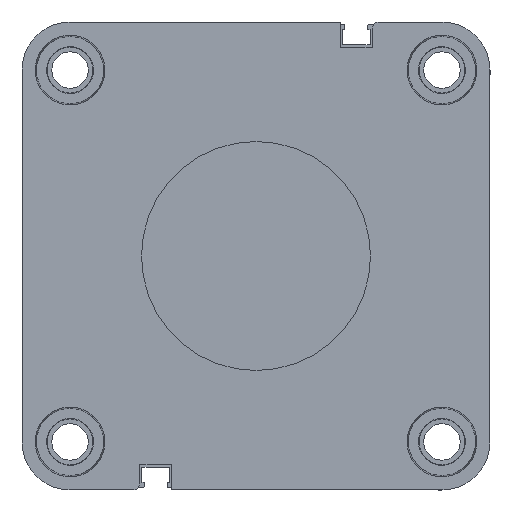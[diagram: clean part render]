
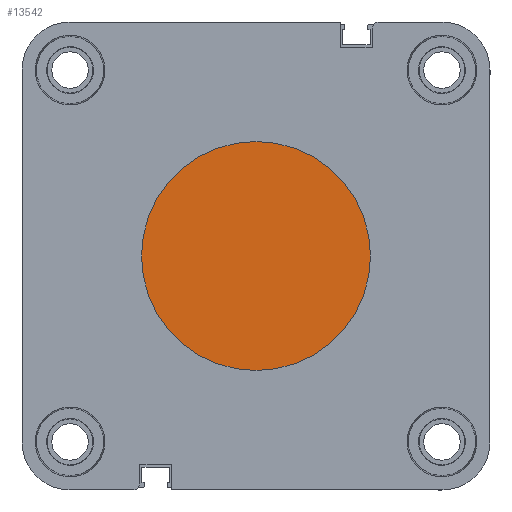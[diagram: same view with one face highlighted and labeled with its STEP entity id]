
A CAD part, left-side view. The second image highlights one B-rep face of the part: STEP entity #13542.
In plain terms, the highlighted planar face has unit normal (-1, 0, 0).
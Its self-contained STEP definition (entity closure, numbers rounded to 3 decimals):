
#239 = ORIENTED_EDGE ( 'NONE', *, *, #495, .T. ) ;
#495 = EDGE_CURVE ( 'NONE', #11630, #863, #10786, .T. ) ;
#863 = VERTEX_POINT ( 'NONE', #14361 ) ;
#1453 = CARTESIAN_POINT ( 'NONE',  ( 0., 0., 0. ) ) ;
#1500 = DIRECTION ( 'NONE',  ( 0., 0., 1. ) ) ;
#1912 = DIRECTION ( 'NONE',  ( 0., 0., 1. ) ) ;
#2647 = AXIS2_PLACEMENT_3D ( 'NONE', #1453, #4970, #1500 ) ;
#3989 = PLANE ( 'NONE',  #2647 ) ;
#4720 = AXIS2_PLACEMENT_3D ( 'NONE', #11438, #10465, #11644 ) ;
#4970 = DIRECTION ( 'NONE',  ( -1., 0., 0. ) ) ;
#5016 = CIRCLE ( 'NONE', #4720, 27.4 ) ;
#8914 = DIRECTION ( 'NONE',  ( -1., 0., 0. ) ) ;
#8958 = AXIS2_PLACEMENT_3D ( 'NONE', #10027, #8914, #1912 ) ;
#10027 = CARTESIAN_POINT ( 'NONE',  ( 0., 0., 0. ) ) ;
#10465 = DIRECTION ( 'NONE',  ( -1., 0., 0. ) ) ;
#10470 = FACE_OUTER_BOUND ( 'NONE', #11020, .T. ) ;
#10786 = CIRCLE ( 'NONE', #8958, 27.4 ) ;
#11020 = EDGE_LOOP ( 'NONE', ( #239, #14722 ) ) ;
#11438 = CARTESIAN_POINT ( 'NONE',  ( 0., 0., 0. ) ) ;
#11630 = VERTEX_POINT ( 'NONE', #11876 ) ;
#11644 = DIRECTION ( 'NONE',  ( 0., 0., 1. ) ) ;
#11876 = CARTESIAN_POINT ( 'NONE',  ( 0., 0., 27.4 ) ) ;
#13346 = EDGE_CURVE ( 'NONE', #863, #11630, #5016, .T. ) ;
#13542 = ADVANCED_FACE ( 'NONE', ( #10470 ), #3989, .T. ) ;
#14361 = CARTESIAN_POINT ( 'NONE',  ( 0., 0., -27.4 ) ) ;
#14722 = ORIENTED_EDGE ( 'NONE', *, *, #13346, .T. ) ;
